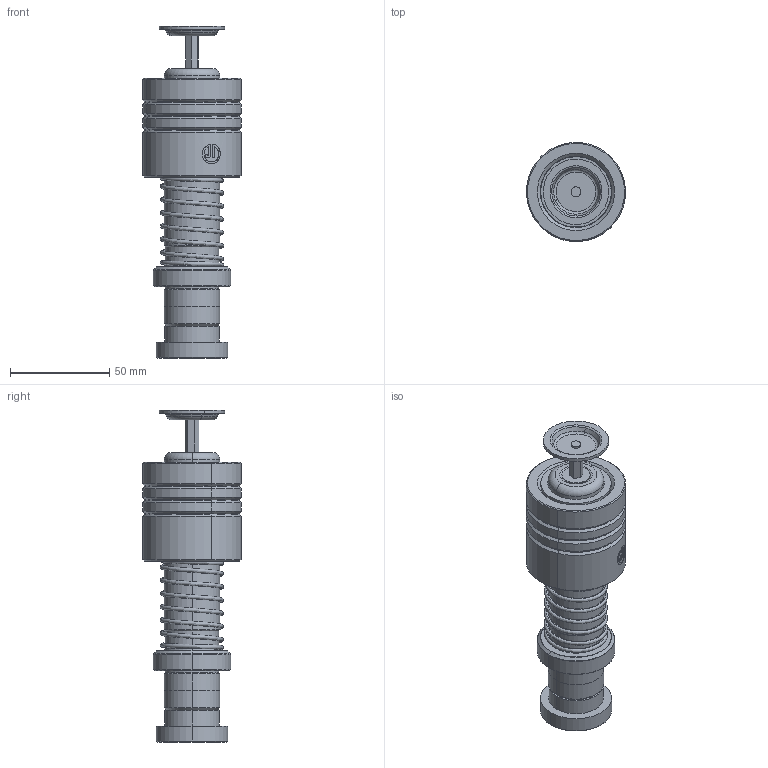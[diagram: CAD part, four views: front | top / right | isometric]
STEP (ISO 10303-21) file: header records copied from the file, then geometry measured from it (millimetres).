
FILE_DESCRIPTION (( 'STEP AP214' ), '1' );
FILE_NAME ('HMSH(HMJH)-D28-L110(BL-50).STEP', '2024-10-09T08:58:28', ( '111' ), ( '21222' ), 'SwSTEP 2.0', 'SolidWorks 2020', '' );
FILE_SCHEMA (( 'AUTOMOTIVE_DESIGN' ));
Length unit declared in the file: millimetre
Products named in the file (12): TBSH-35.5-28.5-L60; GTM-3-縐种; DRPM-D28-L100; HMSH(HMJH)-D28-L110(BL-50); TBB-D50-d36-L60; HWP-D31.3-d28.5-L40; GTM-M12蹟簽; DRPM蹟簽D28; GTM-33; BALL-D4; GTM-33郪蚾; TBSH-D35.5-28.5-L60郪蚾
Assembly tree (208 placements, depth 3):
  HMSH(HMJH)-D28-L110(BL-50)
    DRPM-D28-L100
    DRPM蹟簽D28
    TBB-D50-d36-L60
    TBSH-D35.5-28.5-L60郪蚾
      TBSH-35.5-28.5-L60
      BALL-D4  x198
    HWP-D31.3-d28.5-L40
    GTM-33郪蚾
      GTM-33
      GTM-3-縐种
      GTM-M12蹟簽
Bounding box: 49.91 x 49.91 x 167.47 mm (x, y, z)
Volume: 154327.2 mm3; surface area: 73226.5 mm2
Topology: 206 solids, 206 shells, 1031 faces, 4184 edges, 2776 vertices
Faces by surface type: sphere 803, cylinder 70, cone 48, plane 48, torus 38, bspline 24
Entity records: 45880 total; most frequent: CARTESIAN_POINT 28110, ORIENTED_EDGE 3524, DIRECTION 3161, EDGE_CURVE 1762, AXIS2_PLACEMENT_3D 1485, VERTEX_POINT 1150, EDGE_LOOP 1050, B_SPLINE_CURVE_WITH_KNOTS 892
